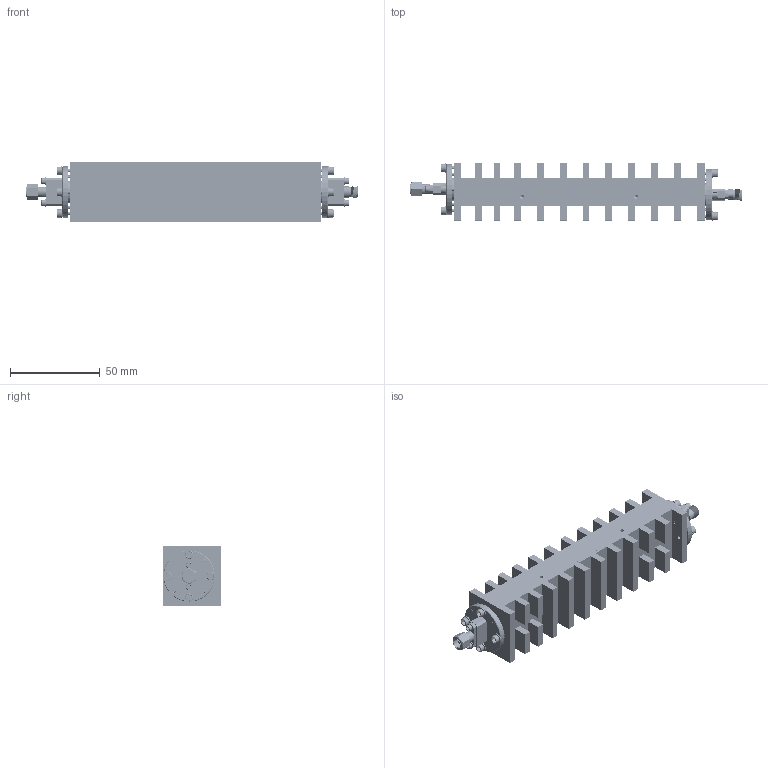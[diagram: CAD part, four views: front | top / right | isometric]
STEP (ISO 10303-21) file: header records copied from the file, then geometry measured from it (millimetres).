
FILE_DESCRIPTION (( 'STEP AP203' ), '1' );
FILE_NAME ('STA-20-222M2F-F1-43.STEP', '2018-08-30T19:19:07', ( '' ), ( '' ), 'SwSTEP 2.0', 'SolidWorks 2016', '' );
FILE_SCHEMA (( 'CONFIG_CONTROL_DESIGN' ));
Length unit declared in the file: inch
Products named in the file (1): STA-20-222M2F-F1-43
Bounding box: 184.78 x 32.24 x 33.05 mm (x, y, z)
Volume: 100763.1 mm3; surface area: 63012.8 mm2
Topology: 63 solids, 63 shells, 5269 faces, 14185 edges, 9200 vertices
Faces by surface type: cylinder 2287, plane 1856, bspline 587, cone 521, torus 18
Entity records: 225622 total; most frequent: CARTESIAN_POINT 109104, ORIENTED_EDGE 28238, DIRECTION 19402, EDGE_CURVE 14119, VERTEX_POINT 9200, AXIS2_PLACEMENT_3D 6640, VECTOR 6122, LINE 6122
